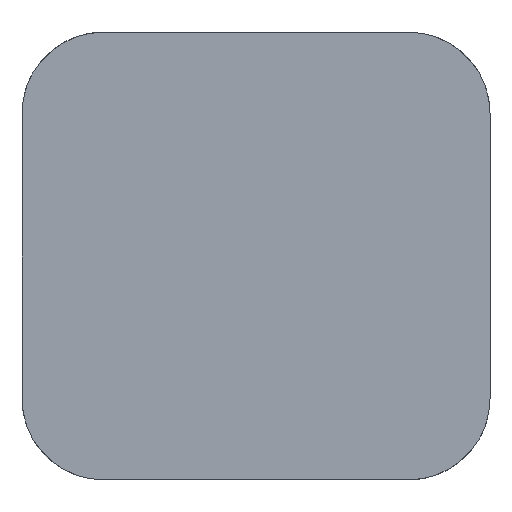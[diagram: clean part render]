
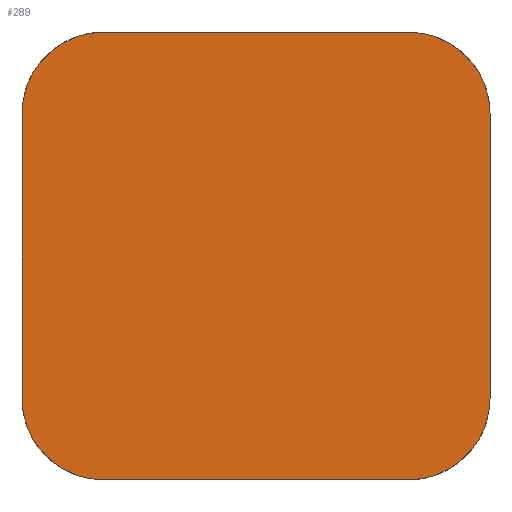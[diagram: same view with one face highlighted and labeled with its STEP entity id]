
A CAD part, front view. The second image highlights one B-rep face of the part: STEP entity #289.
In plain terms, the highlighted planar face has unit normal (0, -1, 0).
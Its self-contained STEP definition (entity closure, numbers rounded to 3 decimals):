
#14 = DIRECTION ( 'NONE',  ( 0., -1., 0. ) ) ;
#30 = EDGE_CURVE ( 'NONE', #605, #1878, #569, .T. ) ;
#31 = FACE_OUTER_BOUND ( 'NONE', #1665, .T. ) ;
#42 = DIRECTION ( 'NONE',  ( 0., 0., -1. ) ) ;
#71 = CIRCLE ( 'NONE', #1858, 20. ) ;
#94 = DIRECTION ( 'NONE',  ( 0., -1., 0. ) ) ;
#150 = CARTESIAN_POINT ( 'NONE',  ( 0., 0., 0. ) ) ;
#161 = VERTEX_POINT ( 'NONE', #2305 ) ;
#180 = CARTESIAN_POINT ( 'NONE',  ( 20., 0., -110. ) ) ;
#200 = EDGE_CURVE ( 'NONE', #580, #1878, #2123, .T. ) ;
#205 = DIRECTION ( 'NONE',  ( 0., 0., -1. ) ) ;
#211 = CIRCLE ( 'NONE', #1532, 20. ) ;
#289 = ADVANCED_FACE ( 'NONE', ( #31 ), #1278, .T. ) ;
#336 = VECTOR ( 'NONE', #1234, 1000. ) ;
#380 = CARTESIAN_POINT ( 'NONE',  ( 20., 0., -90. ) ) ;
#402 = EDGE_CURVE ( 'NONE', #605, #2163, #2181, .T. ) ;
#436 = ORIENTED_EDGE ( 'NONE', *, *, #905, .F. ) ;
#503 = VERTEX_POINT ( 'NONE', #841 ) ;
#534 = VECTOR ( 'NONE', #672, 1000. ) ;
#537 = CARTESIAN_POINT ( 'NONE',  ( 115., 0., 0. ) ) ;
#569 = CIRCLE ( 'NONE', #904, 20. ) ;
#570 = DIRECTION ( 'NONE',  ( 0., -1., 0. ) ) ;
#580 = VERTEX_POINT ( 'NONE', #1597 ) ;
#605 = VERTEX_POINT ( 'NONE', #1249 ) ;
#672 = DIRECTION ( 'NONE',  ( 1., 0., 0. ) ) ;
#753 = CARTESIAN_POINT ( 'NONE',  ( 115., 0., -90. ) ) ;
#754 = EDGE_CURVE ( 'NONE', #1722, #503, #1385, .T. ) ;
#786 = DIRECTION ( 'NONE',  ( -1., 0., 0. ) ) ;
#841 = CARTESIAN_POINT ( 'NONE',  ( 95., 0., 0. ) ) ;
#843 = VECTOR ( 'NONE', #786, 1000. ) ;
#877 = AXIS2_PLACEMENT_3D ( 'NONE', #1094, #2183, #42 ) ;
#904 = AXIS2_PLACEMENT_3D ( 'NONE', #992, #94, #1517 ) ;
#905 = EDGE_CURVE ( 'NONE', #161, #1052, #2114, .T. ) ;
#992 = CARTESIAN_POINT ( 'NONE',  ( 95., 0., -90. ) ) ;
#1003 = CIRCLE ( 'NONE', #1327, 20. ) ;
#1052 = VERTEX_POINT ( 'NONE', #2211 ) ;
#1094 = CARTESIAN_POINT ( 'NONE',  ( 0., 0., 0. ) ) ;
#1117 = ORIENTED_EDGE ( 'NONE', *, *, #2278, .T. ) ;
#1122 = ORIENTED_EDGE ( 'NONE', *, *, #200, .F. ) ;
#1234 = DIRECTION ( 'NONE',  ( 0., 0., 1. ) ) ;
#1249 = CARTESIAN_POINT ( 'NONE',  ( 95., 0., -110. ) ) ;
#1267 = ORIENTED_EDGE ( 'NONE', *, *, #402, .F. ) ;
#1276 = CARTESIAN_POINT ( 'NONE',  ( 95., 0., -20. ) ) ;
#1278 = PLANE ( 'NONE',  #877 ) ;
#1296 = ORIENTED_EDGE ( 'NONE', *, *, #754, .F. ) ;
#1327 = AXIS2_PLACEMENT_3D ( 'NONE', #1798, #570, #205 ) ;
#1385 = LINE ( 'NONE', #150, #534 ) ;
#1399 = EDGE_CURVE ( 'NONE', #1722, #1052, #1003, .T. ) ;
#1436 = DIRECTION ( 'NONE',  ( 0., -1., 0. ) ) ;
#1461 = DIRECTION ( 'NONE',  ( 0., 0., -1. ) ) ;
#1517 = DIRECTION ( 'NONE',  ( 0., 0., -1. ) ) ;
#1532 = AXIS2_PLACEMENT_3D ( 'NONE', #380, #1436, #2144 ) ;
#1538 = VECTOR ( 'NONE', #1966, 1000. ) ;
#1568 = CARTESIAN_POINT ( 'NONE',  ( 20., 0., 0. ) ) ;
#1573 = ORIENTED_EDGE ( 'NONE', *, *, #1399, .T. ) ;
#1596 = CARTESIAN_POINT ( 'NONE',  ( 0., 0., 0. ) ) ;
#1597 = CARTESIAN_POINT ( 'NONE',  ( 115., 0., -20. ) ) ;
#1665 = EDGE_LOOP ( 'NONE', ( #2212, #1267, #2169, #1122, #1117, #1296, #1573, #436 ) ) ;
#1722 = VERTEX_POINT ( 'NONE', #1568 ) ;
#1745 = EDGE_CURVE ( 'NONE', #161, #2163, #211, .T. ) ;
#1798 = CARTESIAN_POINT ( 'NONE',  ( 20., 0., -20. ) ) ;
#1858 = AXIS2_PLACEMENT_3D ( 'NONE', #1276, #14, #1461 ) ;
#1878 = VERTEX_POINT ( 'NONE', #753 ) ;
#1966 = DIRECTION ( 'NONE',  ( 0., 0., -1. ) ) ;
#2034 = CARTESIAN_POINT ( 'NONE',  ( 0., 0., -110. ) ) ;
#2114 = LINE ( 'NONE', #1596, #336 ) ;
#2123 = LINE ( 'NONE', #537, #1538 ) ;
#2144 = DIRECTION ( 'NONE',  ( 0., 0., -1. ) ) ;
#2163 = VERTEX_POINT ( 'NONE', #180 ) ;
#2169 = ORIENTED_EDGE ( 'NONE', *, *, #30, .T. ) ;
#2181 = LINE ( 'NONE', #2034, #843 ) ;
#2183 = DIRECTION ( 'NONE',  ( 0., -1., 0. ) ) ;
#2211 = CARTESIAN_POINT ( 'NONE',  ( 0., 0., -20. ) ) ;
#2212 = ORIENTED_EDGE ( 'NONE', *, *, #1745, .T. ) ;
#2278 = EDGE_CURVE ( 'NONE', #580, #503, #71, .T. ) ;
#2305 = CARTESIAN_POINT ( 'NONE',  ( 0., 0., -90. ) ) ;
